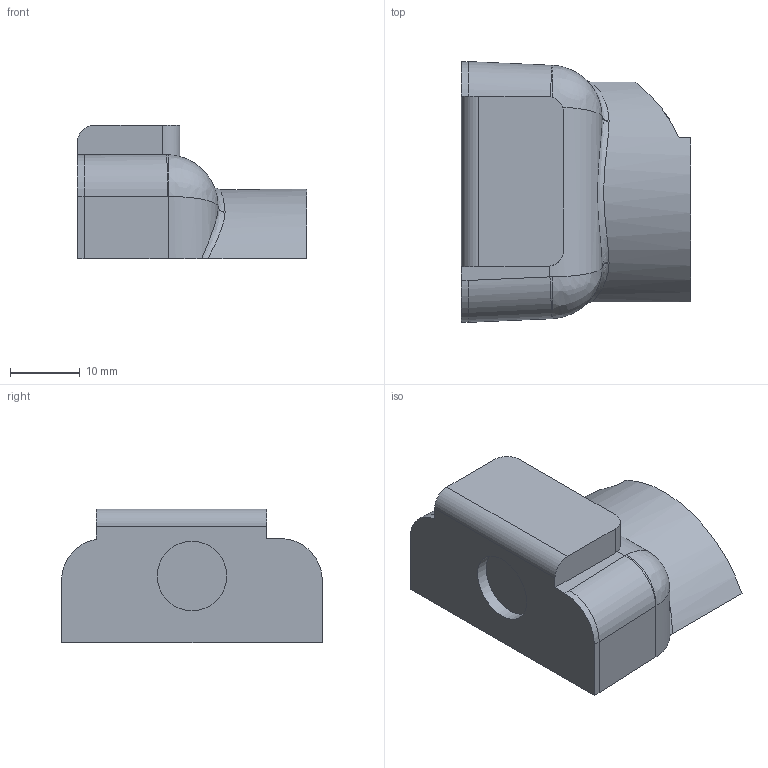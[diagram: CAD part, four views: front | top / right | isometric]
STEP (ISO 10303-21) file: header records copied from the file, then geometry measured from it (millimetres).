
FILE_DESCRIPTION(/* description */ (''),/* implementation_level */ '2;1');
FILE_NAME(/* name */ 'DJ Hero - Right Side Magnetic Mount.step',/* time_stamp */ '2018-08-05T00:01:35-04:00',/* author */ (''),/* organization */ (''),/* preprocessor_version */ 'ST-DEVELOPER v17',/* originating_system */ 'Autodesk Translation Framework v7.1.0.215',/* authorisation */ '');
FILE_SCHEMA (('AUTOMOTIVE_DESIGN { 1 0 10303 214 3 1 1 }'));
Length unit declared in the file: millimetre
Products named in the file (1): DJ Hero - Right Side Magnetic Mount
Bounding box: 33 x 37.5 x 19.25 mm (x, y, z)
Volume: 14321.8 mm3; surface area: 4046.8 mm2
Topology: 1 solids, 1 shells, 36 faces, 92 edges, 59 vertices
Faces by surface type: plane 14, cylinder 11, bspline 11
Full cylindrical faces by diameter (mm): 10 x1
Entity records: 1974 total; most frequent: CARTESIAN_POINT 1115, ORIENTED_EDGE 184, DIRECTION 155, EDGE_CURVE 92, VERTEX_POINT 59, AXIS2_PLACEMENT_3D 57, LINE 41, VECTOR 41
